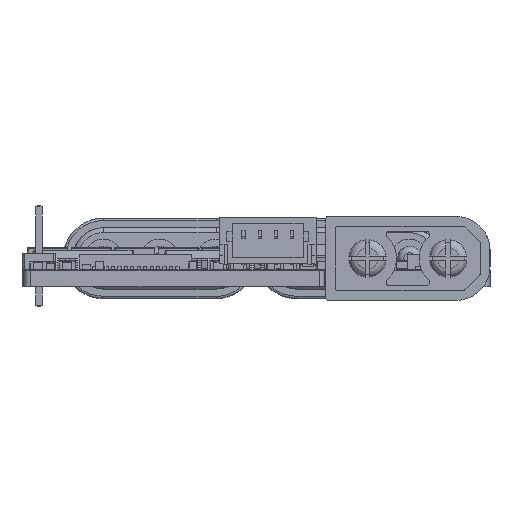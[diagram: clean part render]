
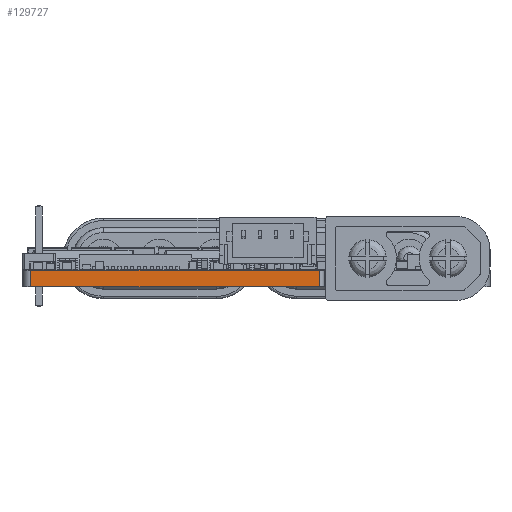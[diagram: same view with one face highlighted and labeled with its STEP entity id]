
A CAD part, left-side view. The second image highlights one B-rep face of the part: STEP entity #129727.
In plain terms, the highlighted planar face has unit normal (-1, 0, 0).
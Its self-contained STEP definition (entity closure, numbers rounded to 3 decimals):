
#128036 = PLANE('',#128037);
#128037 = AXIS2_PLACEMENT_3D('',#128038,#128039,#128040);
#128038 = CARTESIAN_POINT('',(0.475,0.467,1.));
#128039 = DIRECTION('',(-0.,-0.,-1.));
#128040 = DIRECTION('',(-1.,0.,0.));
#128090 = PLANE('',#128091);
#128091 = AXIS2_PLACEMENT_3D('',#128092,#128093,#128094);
#128092 = CARTESIAN_POINT('',(0.475,0.467,0.));
#128093 = DIRECTION('',(-0.,-0.,-1.));
#128094 = DIRECTION('',(-1.,0.,0.));
#128392 = VERTEX_POINT('',#128393);
#128393 = CARTESIAN_POINT('',(-22.25,-3.9,0.));
#128412 = CYLINDRICAL_SURFACE('',#128413,0.3);
#128413 = AXIS2_PLACEMENT_3D('',#128414,#128415,#128416);
#128414 = CARTESIAN_POINT('',(-21.95,-3.9,0.));
#128415 = DIRECTION('',(-0.,-0.,-1.));
#128416 = DIRECTION('',(1.,0.,-0.));
#128424 = EDGE_CURVE('',#128392,#128425,#128427,.T.);
#128425 = VERTEX_POINT('',#128426);
#128426 = CARTESIAN_POINT('',(-22.25,14.,0.));
#128427 = SURFACE_CURVE('',#128428,(#128432,#128439),.PCURVE_S1.);
#128428 = LINE('',#128429,#128430);
#128429 = CARTESIAN_POINT('',(-22.25,-3.9,0.));
#128430 = VECTOR('',#128431,1.);
#128431 = DIRECTION('',(0.,1.,0.));
#128432 = PCURVE('',#128090,#128433);
#128433 = DEFINITIONAL_REPRESENTATION('',(#128434),#128438);
#128434 = LINE('',#128435,#128436);
#128435 = CARTESIAN_POINT('',(22.725,-4.367));
#128436 = VECTOR('',#128437,1.);
#128437 = DIRECTION('',(0.,1.));
#128438 = ( GEOMETRIC_REPRESENTATION_CONTEXT(2) 
PARAMETRIC_REPRESENTATION_CONTEXT() REPRESENTATION_CONTEXT('2D SPACE',''
  ) );
#128439 = PCURVE('',#128440,#128445);
#128440 = PLANE('',#128441);
#128441 = AXIS2_PLACEMENT_3D('',#128442,#128443,#128444);
#128442 = CARTESIAN_POINT('',(-22.25,-3.9,0.));
#128443 = DIRECTION('',(-1.,0.,0.));
#128444 = DIRECTION('',(0.,1.,0.));
#128445 = DEFINITIONAL_REPRESENTATION('',(#128446),#128450);
#128446 = LINE('',#128447,#128448);
#128447 = CARTESIAN_POINT('',(0.,0.));
#128448 = VECTOR('',#128449,1.);
#128449 = DIRECTION('',(1.,0.));
#128450 = ( GEOMETRIC_REPRESENTATION_CONTEXT(2) 
PARAMETRIC_REPRESENTATION_CONTEXT() REPRESENTATION_CONTEXT('2D SPACE',''
  ) );
#128473 = CYLINDRICAL_SURFACE('',#128474,0.5);
#128474 = AXIS2_PLACEMENT_3D('',#128475,#128476,#128477);
#128475 = CARTESIAN_POINT('',(-21.75,14.,0.));
#128476 = DIRECTION('',(-0.,-0.,-1.));
#128477 = DIRECTION('',(1.,0.,-0.));
#129100 = VERTEX_POINT('',#129101);
#129101 = CARTESIAN_POINT('',(-22.25,-3.9,1.));
#129127 = EDGE_CURVE('',#129100,#129128,#129130,.T.);
#129128 = VERTEX_POINT('',#129129);
#129129 = CARTESIAN_POINT('',(-22.25,14.,1.));
#129130 = SURFACE_CURVE('',#129131,(#129135,#129142),.PCURVE_S1.);
#129131 = LINE('',#129132,#129133);
#129132 = CARTESIAN_POINT('',(-22.25,-3.9,1.));
#129133 = VECTOR('',#129134,1.);
#129134 = DIRECTION('',(0.,1.,0.));
#129135 = PCURVE('',#128036,#129136);
#129136 = DEFINITIONAL_REPRESENTATION('',(#129137),#129141);
#129137 = LINE('',#129138,#129139);
#129138 = CARTESIAN_POINT('',(22.725,-4.367));
#129139 = VECTOR('',#129140,1.);
#129140 = DIRECTION('',(0.,1.));
#129141 = ( GEOMETRIC_REPRESENTATION_CONTEXT(2) 
PARAMETRIC_REPRESENTATION_CONTEXT() REPRESENTATION_CONTEXT('2D SPACE',''
  ) );
#129142 = PCURVE('',#128440,#129143);
#129143 = DEFINITIONAL_REPRESENTATION('',(#129144),#129148);
#129144 = LINE('',#129145,#129146);
#129145 = CARTESIAN_POINT('',(0.,-1.));
#129146 = VECTOR('',#129147,1.);
#129147 = DIRECTION('',(1.,0.));
#129148 = ( GEOMETRIC_REPRESENTATION_CONTEXT(2) 
PARAMETRIC_REPRESENTATION_CONTEXT() REPRESENTATION_CONTEXT('2D SPACE',''
  ) );
#129679 = EDGE_CURVE('',#128425,#129128,#129680,.T.);
#129680 = SURFACE_CURVE('',#129681,(#129685,#129692),.PCURVE_S1.);
#129681 = LINE('',#129682,#129683);
#129682 = CARTESIAN_POINT('',(-22.25,14.,0.));
#129683 = VECTOR('',#129684,1.);
#129684 = DIRECTION('',(0.,0.,1.));
#129685 = PCURVE('',#128473,#129686);
#129686 = DEFINITIONAL_REPRESENTATION('',(#129687),#129691);
#129687 = LINE('',#129688,#129689);
#129688 = CARTESIAN_POINT('',(-3.142,0.));
#129689 = VECTOR('',#129690,1.);
#129690 = DIRECTION('',(-0.,-1.));
#129691 = ( GEOMETRIC_REPRESENTATION_CONTEXT(2) 
PARAMETRIC_REPRESENTATION_CONTEXT() REPRESENTATION_CONTEXT('2D SPACE',''
  ) );
#129692 = PCURVE('',#128440,#129693);
#129693 = DEFINITIONAL_REPRESENTATION('',(#129694),#129698);
#129694 = LINE('',#129695,#129696);
#129695 = CARTESIAN_POINT('',(17.9,0.));
#129696 = VECTOR('',#129697,1.);
#129697 = DIRECTION('',(0.,-1.));
#129698 = ( GEOMETRIC_REPRESENTATION_CONTEXT(2) 
PARAMETRIC_REPRESENTATION_CONTEXT() REPRESENTATION_CONTEXT('2D SPACE',''
  ) );
#129727 = ADVANCED_FACE('',(#129728),#128440,.T.);
#129728 = FACE_BOUND('',#129729,.T.);
#129729 = EDGE_LOOP('',(#129730,#129751,#129752,#129753));
#129730 = ORIENTED_EDGE('',*,*,#129731,.T.);
#129731 = EDGE_CURVE('',#128392,#129100,#129732,.T.);
#129732 = SURFACE_CURVE('',#129733,(#129737,#129744),.PCURVE_S1.);
#129733 = LINE('',#129734,#129735);
#129734 = CARTESIAN_POINT('',(-22.25,-3.9,0.));
#129735 = VECTOR('',#129736,1.);
#129736 = DIRECTION('',(0.,0.,1.));
#129737 = PCURVE('',#128440,#129738);
#129738 = DEFINITIONAL_REPRESENTATION('',(#129739),#129743);
#129739 = LINE('',#129740,#129741);
#129740 = CARTESIAN_POINT('',(0.,0.));
#129741 = VECTOR('',#129742,1.);
#129742 = DIRECTION('',(0.,-1.));
#129743 = ( GEOMETRIC_REPRESENTATION_CONTEXT(2) 
PARAMETRIC_REPRESENTATION_CONTEXT() REPRESENTATION_CONTEXT('2D SPACE',''
  ) );
#129744 = PCURVE('',#128412,#129745);
#129745 = DEFINITIONAL_REPRESENTATION('',(#129746),#129750);
#129746 = LINE('',#129747,#129748);
#129747 = CARTESIAN_POINT('',(-3.142,0.));
#129748 = VECTOR('',#129749,1.);
#129749 = DIRECTION('',(-0.,-1.));
#129750 = ( GEOMETRIC_REPRESENTATION_CONTEXT(2) 
PARAMETRIC_REPRESENTATION_CONTEXT() REPRESENTATION_CONTEXT('2D SPACE',''
  ) );
#129751 = ORIENTED_EDGE('',*,*,#129127,.T.);
#129752 = ORIENTED_EDGE('',*,*,#129679,.F.);
#129753 = ORIENTED_EDGE('',*,*,#128424,.F.);
